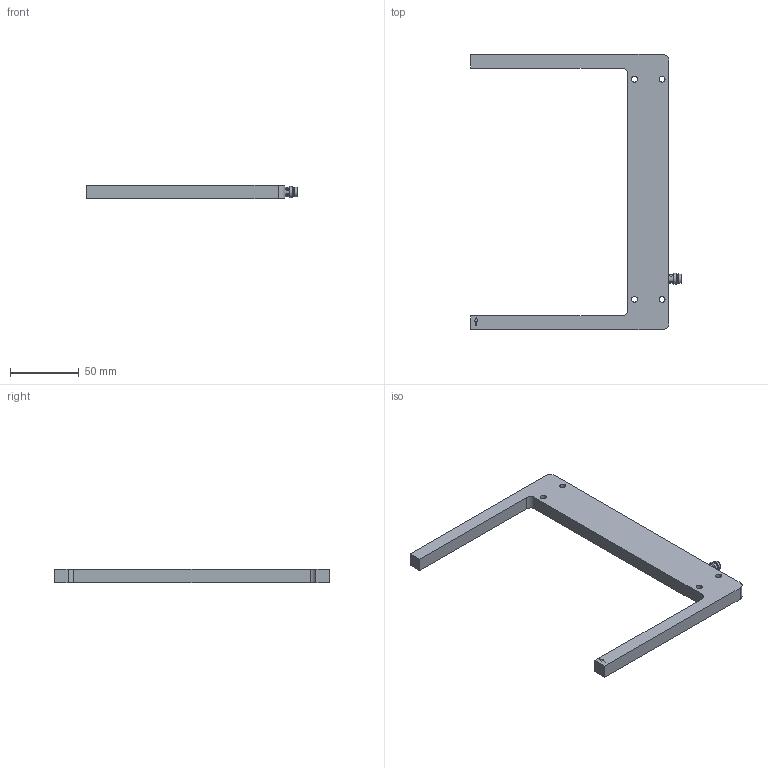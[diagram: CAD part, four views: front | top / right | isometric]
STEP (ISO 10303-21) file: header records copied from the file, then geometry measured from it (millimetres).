
FILE_DESCRIPTION (( 'STEP AP214' ), '1' );
FILE_NAME ('PSUI-0N-8F.STEP', '2018-05-30T15:33:45', ( '' ), ( '' ), 'SwSTEP 2.0', 'SolidWorks 2017', '' );
FILE_SCHEMA (( 'AUTOMOTIVE_DESIGN' ));
Length unit declared in the file: inch
Products named in the file (1): PSUI-0N-8F
Bounding box: 153 x 200 x 10 mm (x, y, z)
Volume: 82395.1 mm3; surface area: 26433.3 mm2
Topology: 1 solids, 1 shells, 68 faces, 159 edges, 104 vertices
Faces by surface type: plane 35, cylinder 27, cone 3, bspline 3
Full cylindrical faces by diameter (mm): 1 x3, 2 x4, 4 x2, 4.3 x4, 5.8 x1, 6.773 x2, 8 x3
Entity records: 2844 total; most frequent: CARTESIAN_POINT 467, DIRECTION 307, ORIENTED_EDGE 248, EDGE_CURVE 124, AXIS2_PLACEMENT_3D 121, EDGE_LOOP 115, VERTEX_POINT 97, FACE_OUTER_BOUND 87
